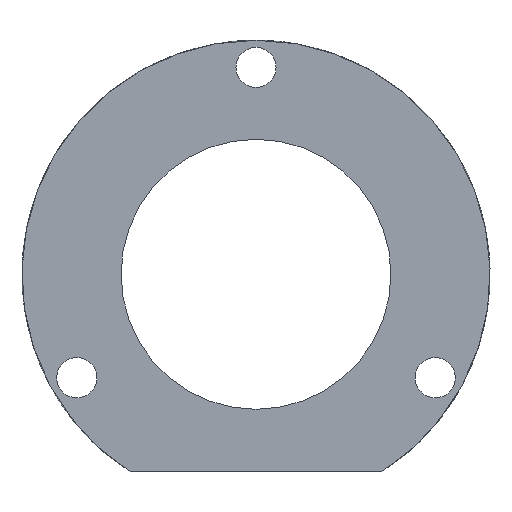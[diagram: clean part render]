
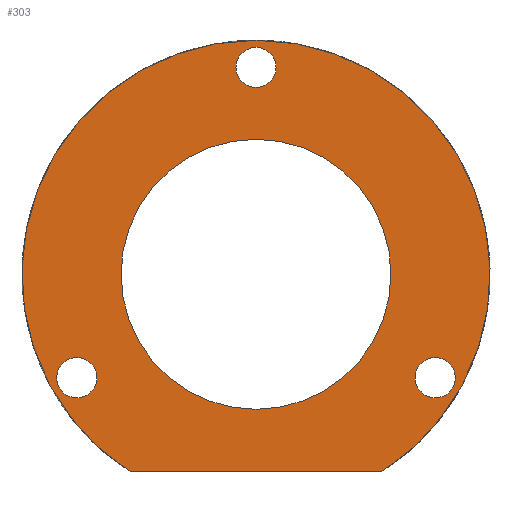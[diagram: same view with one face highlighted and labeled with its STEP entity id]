
A CAD part, front view. The second image highlights one B-rep face of the part: STEP entity #303.
In plain terms, the highlighted planar face has unit normal (0, -1, 0).
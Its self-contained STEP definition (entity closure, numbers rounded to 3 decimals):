
#19=LINE('',#560,#23);
#23=VECTOR('',#442,1000.);
#38=PLANE('',#353);
#54=FACE_BOUND('',#112,.T.);
#55=FACE_BOUND('',#113,.T.);
#56=FACE_BOUND('',#114,.T.);
#57=FACE_BOUND('',#115,.T.);
#76=FACE_OUTER_BOUND('',#111,.T.);
#111=EDGE_LOOP('',(#251,#252));
#112=EDGE_LOOP('',(#253));
#113=EDGE_LOOP('',(#254));
#114=EDGE_LOOP('',(#255));
#115=EDGE_LOOP('',(#256));
#126=CIRCLE('',#319,11.418);
#136=CIRCLE('',#337,1.7);
#139=CIRCLE('',#342,1.7);
#142=CIRCLE('',#347,1.7);
#147=CIRCLE('',#354,19.8);
#152=VERTEX_POINT('',#467);
#163=VERTEX_POINT('',#506);
#167=VERTEX_POINT('',#525);
#171=VERTEX_POINT('',#546);
#174=VERTEX_POINT('',#557);
#175=VERTEX_POINT('',#558);
#180=EDGE_CURVE('',#152,#152,#126,.T.);
#191=EDGE_CURVE('',#163,#163,#136,.T.);
#195=EDGE_CURVE('',#167,#167,#139,.T.);
#199=EDGE_CURVE('',#171,#171,#142,.T.);
#205=EDGE_CURVE('',#174,#175,#147,.T.);
#206=EDGE_CURVE('',#174,#175,#19,.T.);
#251=ORIENTED_EDGE('',*,*,#205,.F.);
#252=ORIENTED_EDGE('',*,*,#206,.T.);
#253=ORIENTED_EDGE('',*,*,#180,.T.);
#254=ORIENTED_EDGE('',*,*,#191,.T.);
#255=ORIENTED_EDGE('',*,*,#195,.T.);
#256=ORIENTED_EDGE('',*,*,#199,.T.);
#303=ADVANCED_FACE('',(#76,#54,#55,#56,#57),#38,.F.);
#319=AXIS2_PLACEMENT_3D('',#468,#369,#370);
#337=AXIS2_PLACEMENT_3D('',#507,#405,#406);
#342=AXIS2_PLACEMENT_3D('',#526,#415,#416);
#347=AXIS2_PLACEMENT_3D('',#547,#425,#426);
#353=AXIS2_PLACEMENT_3D('',#556,#438,#439);
#354=AXIS2_PLACEMENT_3D('',#559,#440,#441);
#369=DIRECTION('center_axis',(0.,1.,0.));
#370=DIRECTION('ref_axis',(1.,0.,0.));
#405=DIRECTION('center_axis',(0.,1.,0.));
#406=DIRECTION('ref_axis',(1.,0.,0.));
#415=DIRECTION('center_axis',(0.,1.,0.));
#416=DIRECTION('ref_axis',(1.,0.,0.));
#425=DIRECTION('center_axis',(0.,1.,0.));
#426=DIRECTION('ref_axis',(1.,0.,0.));
#438=DIRECTION('center_axis',(0.,1.,0.));
#439=DIRECTION('ref_axis',(0.,0.,1.));
#440=DIRECTION('center_axis',(0.,1.,0.));
#441=DIRECTION('ref_axis',(0.,0.,1.));
#442=DIRECTION('',(1.,0.,0.));
#467=CARTESIAN_POINT('',(-11.418,0.,0.));
#468=CARTESIAN_POINT('Origin',(0.,0.,0.));
#506=CARTESIAN_POINT('',(13.455,0.,-8.75));
#507=CARTESIAN_POINT('Origin',(15.155,0.,-8.75));
#525=CARTESIAN_POINT('',(-16.855,0.,-8.75));
#526=CARTESIAN_POINT('Origin',(-15.155,0.,-8.75));
#546=CARTESIAN_POINT('',(-1.7,0.,17.5));
#547=CARTESIAN_POINT('Origin',(0.,0.,17.5));
#556=CARTESIAN_POINT('Origin',(0.,0.,0.));
#557=CARTESIAN_POINT('',(-10.637,0.,-16.7));
#558=CARTESIAN_POINT('',(10.637,0.,-16.7));
#559=CARTESIAN_POINT('Origin',(0.,0.,0.));
#560=CARTESIAN_POINT('',(0.,0.,-16.7));
